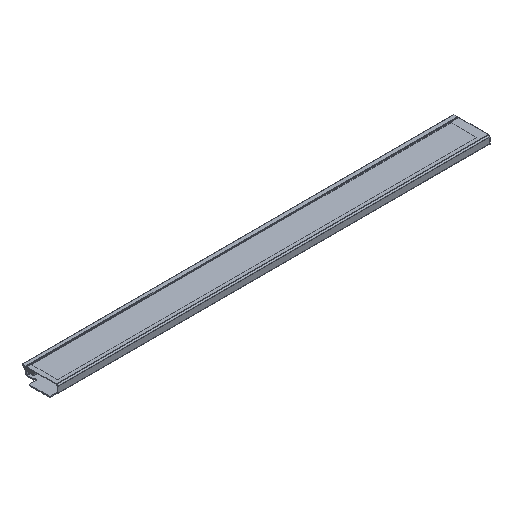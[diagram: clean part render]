
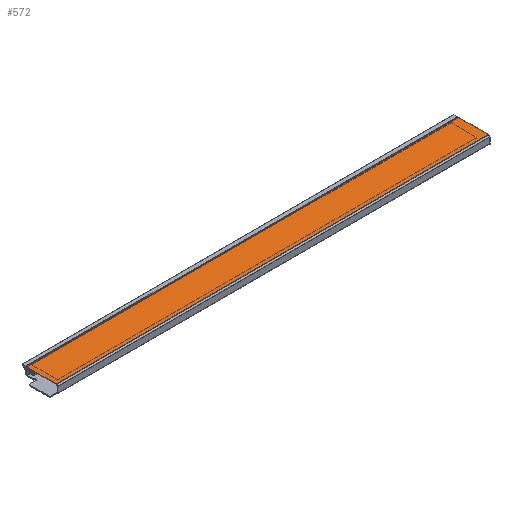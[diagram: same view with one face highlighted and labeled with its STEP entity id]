
A CAD part, isometric view. The second image highlights one B-rep face of the part: STEP entity #572.
In plain terms, the highlighted planar face has unit normal (0, 0, 1).
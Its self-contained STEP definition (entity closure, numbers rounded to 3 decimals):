
#33 = VECTOR ( 'NONE', #1828, 1000. ) ;
#204 = DIRECTION ( 'NONE',  ( 0., 0., -1. ) ) ;
#285 = CARTESIAN_POINT ( 'NONE',  ( 183.5, 0.7, 0. ) ) ;
#318 = ORIENTED_EDGE ( 'NONE', *, *, #2231, .T. ) ;
#322 = EDGE_CURVE ( 'NONE', #1025, #2171, #1953, .T. ) ;
#340 = FACE_OUTER_BOUND ( 'NONE', #486, .T. ) ;
#454 = AXIS2_PLACEMENT_3D ( 'NONE', #1540, #204, #1150 ) ;
#486 = EDGE_LOOP ( 'NONE', ( #2055, #1678, #1237, #318 ) ) ;
#572 = ADVANCED_FACE ( 'NONE', ( #340 ), #1709, .F. ) ;
#630 = EDGE_CURVE ( 'NONE', #816, #1463, #1292, .T. ) ;
#816 = VERTEX_POINT ( 'NONE', #1976 ) ;
#822 = VECTOR ( 'NONE', #2065, 1000. ) ;
#880 = CARTESIAN_POINT ( 'NONE',  ( 183.5, 0., 0. ) ) ;
#1025 = VERTEX_POINT ( 'NONE', #1640 ) ;
#1105 = LINE ( 'NONE', #1384, #33 ) ;
#1150 = DIRECTION ( 'NONE',  ( -1., 0., 0. ) ) ;
#1188 = CARTESIAN_POINT ( 'NONE',  ( -2., 13.4, 0. ) ) ;
#1237 = ORIENTED_EDGE ( 'NONE', *, *, #630, .T. ) ;
#1292 = LINE ( 'NONE', #1188, #1839 ) ;
#1368 = DIRECTION ( 'NONE',  ( -1., 0., 0. ) ) ;
#1384 = CARTESIAN_POINT ( 'NONE',  ( -2., 0., 0. ) ) ;
#1462 = LINE ( 'NONE', #880, #822 ) ;
#1463 = VERTEX_POINT ( 'NONE', #1800 ) ;
#1540 = CARTESIAN_POINT ( 'NONE',  ( 0., 0., 0. ) ) ;
#1627 = EDGE_CURVE ( 'NONE', #2171, #816, #1462, .T. ) ;
#1640 = CARTESIAN_POINT ( 'NONE',  ( -2., 0.7, 0. ) ) ;
#1678 = ORIENTED_EDGE ( 'NONE', *, *, #1627, .T. ) ;
#1679 = DIRECTION ( 'NONE',  ( 1., 0., 0. ) ) ;
#1709 = PLANE ( 'NONE',  #454 ) ;
#1800 = CARTESIAN_POINT ( 'NONE',  ( -2., 13.4, 0. ) ) ;
#1828 = DIRECTION ( 'NONE',  ( 0., -1., 0. ) ) ;
#1839 = VECTOR ( 'NONE', #1368, 1000. ) ;
#1953 = LINE ( 'NONE', #2040, #2244 ) ;
#1976 = CARTESIAN_POINT ( 'NONE',  ( 183.5, 13.4, 0. ) ) ;
#2040 = CARTESIAN_POINT ( 'NONE',  ( -2., 0.7, 0. ) ) ;
#2055 = ORIENTED_EDGE ( 'NONE', *, *, #322, .T. ) ;
#2065 = DIRECTION ( 'NONE',  ( 0., 1., 0. ) ) ;
#2171 = VERTEX_POINT ( 'NONE', #285 ) ;
#2231 = EDGE_CURVE ( 'NONE', #1463, #1025, #1105, .T. ) ;
#2244 = VECTOR ( 'NONE', #1679, 1000. ) ;
